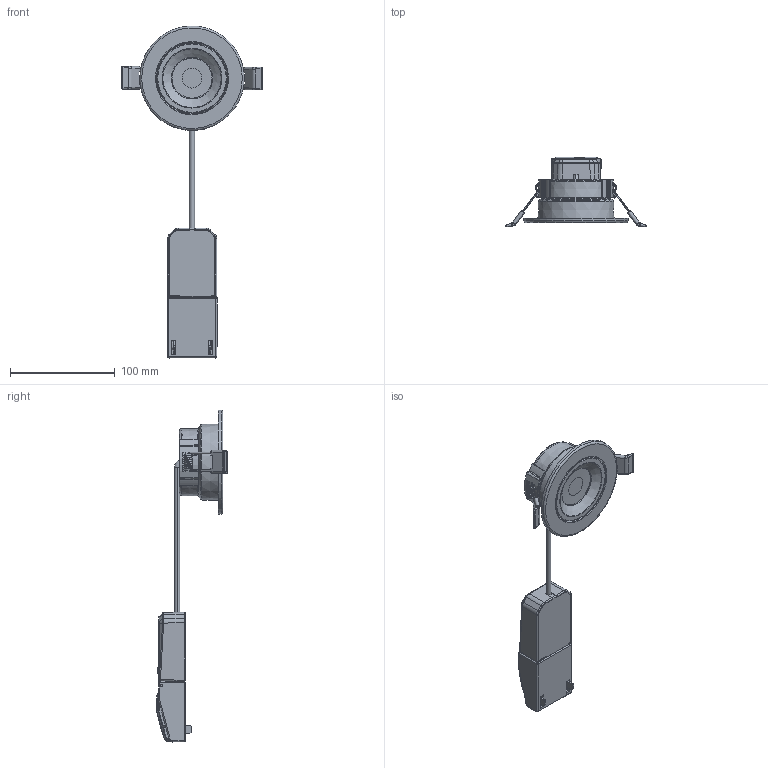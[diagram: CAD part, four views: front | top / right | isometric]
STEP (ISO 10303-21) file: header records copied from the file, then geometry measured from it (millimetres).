
FILE_DESCRIPTION (( 'STEP AP214' ), '1' );
FILE_NAME ('SP_CBO_FPADJ_UK_7W.STEP', '2024-10-23T06:29:50', ( '' ), ( '' ), 'SwSTEP 2.0', 'SolidWorks 2022', '' );
FILE_SCHEMA (( 'AUTOMOTIVE_DESIGN' ));
Length unit declared in the file: millimetre
Products named in the file (1): SP_CBO_FPADJ_UK_7W
Bounding box: 134.48 x 67.27 x 317.62 mm (x, y, z)
Volume: 92775.6 mm3; surface area: 124197.2 mm2
Topology: 18 solids, 18 shells, 817 faces, 2015 edges, 1238 vertices
Faces by surface type: plane 292, cylinder 263, bspline 137, torus 59, cone 52, sphere 14
Full cylindrical faces by diameter (mm): 2.3 x2, 6.4 x1, 19.005 x1, 40 x1, 42.214 x1, 74.5 x1, 92 x1, 92.6 x1, 95.6 x1
Entity records: 42604 total; most frequent: CARTESIAN_POINT 15745, ORIENTED_EDGE 3898, DIRECTION 3313, EDGE_CURVE 1949, VERTEX_POINT 1231, AXIS2_PLACEMENT_3D 1216, EDGE_LOOP 896, VECTOR 881
